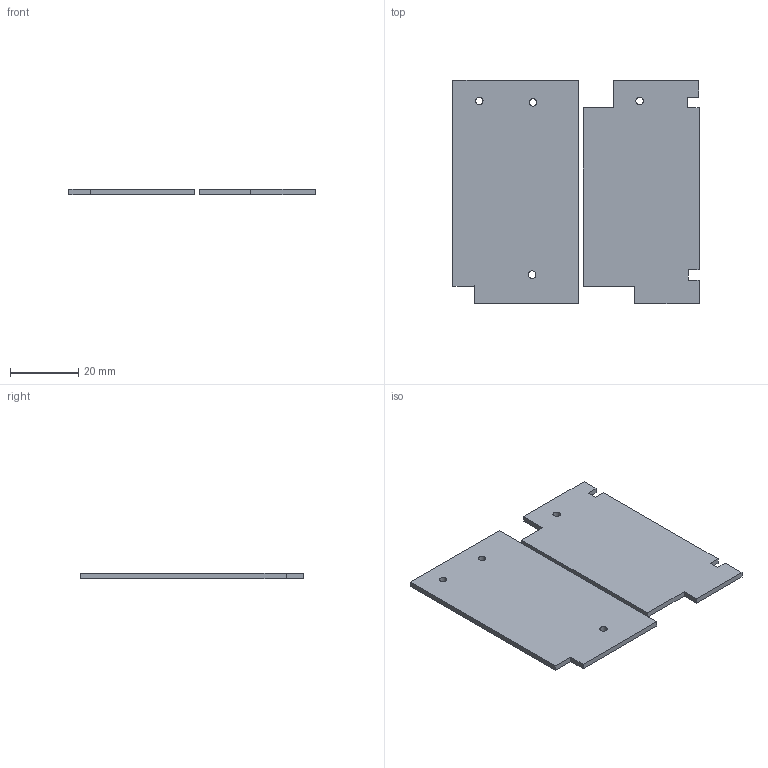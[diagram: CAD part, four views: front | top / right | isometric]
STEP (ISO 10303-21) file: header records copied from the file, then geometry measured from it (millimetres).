
FILE_DESCRIPTION(('KiCad electronic assembly'),'2;1');
FILE_NAME('IP 11 BH JIG.step','2023-04-30T19:45:41',('Pcbnew'),('Kicad') ,'Open CASCADE STEP processor 7.6','KiCad to STEP converter','Unknown' );
FILE_SCHEMA(('AUTOMOTIVE_DESIGN { 1 0 10303 214 1 1 1 1 }'));
Length unit declared in the file: millimetre
Products named in the file (3): IP 11 BH JIG 1; PCB1; PCB2
Assembly tree (2 placements, depth 2):
  IP 11 BH JIG 1
    PCB1
    PCB2
Bounding box: 72.22 x 65.51 x 1.58 mm (x, y, z)
Volume: 7001.6 mm3; surface area: 9565.2 mm2
Topology: 2 solids, 2 shells, 32 faces, 84 edges, 56 vertices
Faces by surface type: plane 28, cylinder 4
Full cylindrical faces by diameter (mm): 2.2 x4
Entity records: 2188 total; most frequent: CARTESIAN_POINT 391, DIRECTION 322, LINE 236, VECTOR 236, ORIENTED_EDGE 168, PCURVE 168, DEFINITIONAL_REPRESENTATION 168, EDGE_CURVE 84
